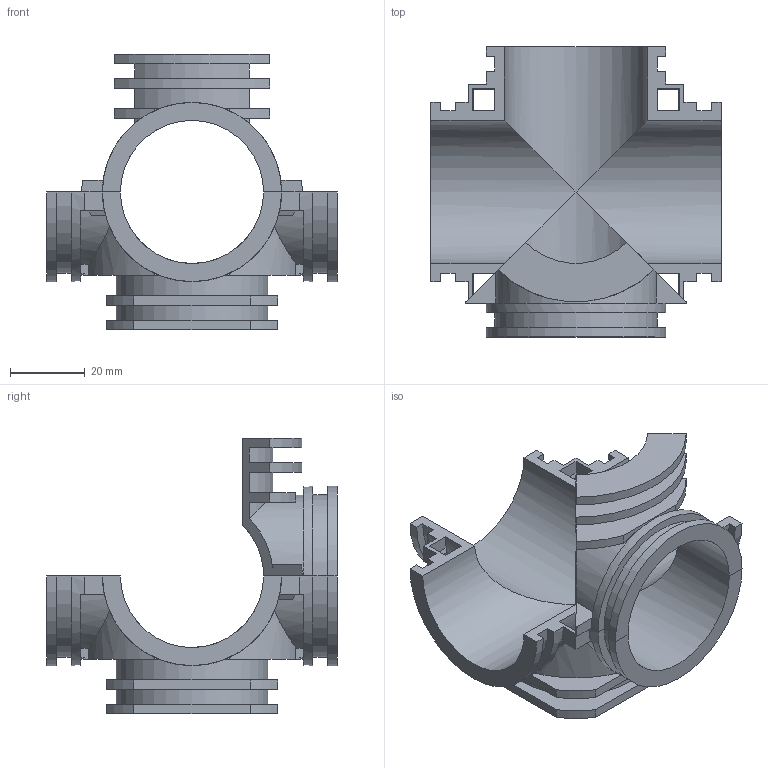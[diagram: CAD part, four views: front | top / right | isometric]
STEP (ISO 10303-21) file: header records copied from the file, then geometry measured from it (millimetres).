
FILE_DESCRIPTION(/* description */ (''),/* implementation_level */ '2;1');
FILE_NAME(/* name */ 'XYZCoilMounts.step',/* time_stamp */ '2022-01-20T15:14:16-05:00',/* author */ (''),/* organization */ (''),/* preprocessor_version */ 'ST-DEVELOPER v18.1',/* originating_system */ 'Autodesk Translation Framework v10.10.0.1391',/* authorisation */ '');
FILE_SCHEMA (('AUTOMOTIVE_DESIGN { 1 0 10303 214 3 1 1 }'));
Length unit declared in the file: millimetre
Products named in the file (1): CoilMounts XYZ Compensation
Bounding box: 77.75 x 77.75 x 73.83 mm (x, y, z)
Volume: 58924.6 mm3; surface area: 30410.3 mm2
Topology: 2 solids, 2 shells, 187 faces, 544 edges, 361 vertices
Faces by surface type: plane 133, cylinder 54
Full cylindrical faces by diameter (mm): 40.64 x2
Entity records: 6302 total; most frequent: CARTESIAN_POINT 1181, ORIENTED_EDGE 1088, DIRECTION 1049, EDGE_CURVE 544, LINE 399, VECTOR 399, VERTEX_POINT 361, AXIS2_PLACEMENT_3D 325
